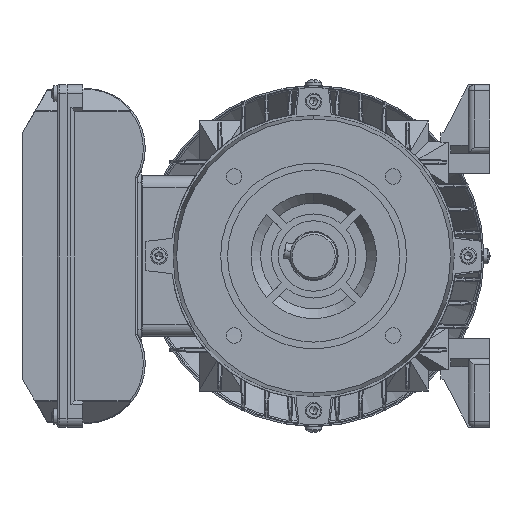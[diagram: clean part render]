
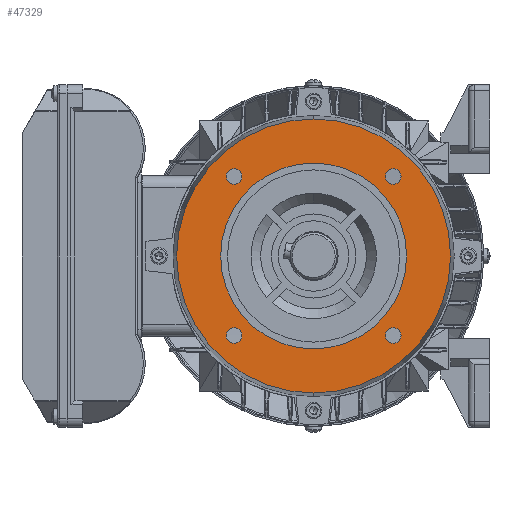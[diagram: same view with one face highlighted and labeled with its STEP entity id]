
A CAD part, left-side view. The second image highlights one B-rep face of the part: STEP entity #47329.
In plain terms, the highlighted planar face has unit normal (-1, 0, 0).
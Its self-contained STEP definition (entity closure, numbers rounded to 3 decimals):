
#18226 = CARTESIAN_POINT ( 'NONE',  ( 3., -40.659, 44.659 ) ) ;
#18229 = CARTESIAN_POINT ( 'NONE',  ( 3., -40.659, 36.659 ) ) ;
#18230 = DIRECTION ( 'NONE',  ( 0., 0., 1. ) ) ;
#18231 = DIRECTION ( 'NONE',  ( -1., 0., 0. ) ) ;
#18232 = CARTESIAN_POINT ( 'NONE',  ( 3., -40.659, 40.659 ) ) ;
#18233 = AXIS2_PLACEMENT_3D ( 'NONE', #18232, #18231, #18230 ) ;
#18234 = CIRCLE ( 'NONE', #18233, 4. ) ;
#18239 = DIRECTION ( 'NONE',  ( 0., 0., 1. ) ) ;
#18240 = DIRECTION ( 'NONE',  ( -1., 0., 0. ) ) ;
#18241 = CARTESIAN_POINT ( 'NONE',  ( 3., 40.659, -40.659 ) ) ;
#18242 = AXIS2_PLACEMENT_3D ( 'NONE', #18241, #18240, #18239 ) ;
#18243 = CIRCLE ( 'NONE', #18242, 4. ) ;
#18381 = CARTESIAN_POINT ( 'NONE',  ( 3., -40.659, -36.659 ) ) ;
#18382 = CARTESIAN_POINT ( 'NONE',  ( 3., -40.659, -44.659 ) ) ;
#18383 = DIRECTION ( 'NONE',  ( 0., 0., 1. ) ) ;
#18385 = DIRECTION ( 'NONE',  ( -1., 0., 0. ) ) ;
#18387 = CARTESIAN_POINT ( 'NONE',  ( 3., -40.659, -40.659 ) ) ;
#18389 = AXIS2_PLACEMENT_3D ( 'NONE', #18387, #18385, #18383 ) ;
#18391 = CIRCLE ( 'NONE', #18389, 4. ) ;
#18392 = CARTESIAN_POINT ( 'NONE',  ( 3., 40.659, 44.659 ) ) ;
#18403 = CARTESIAN_POINT ( 'NONE',  ( 3., 40.659, 36.659 ) ) ;
#18404 = DIRECTION ( 'NONE',  ( 0., 0., 1. ) ) ;
#18405 = DIRECTION ( 'NONE',  ( -1., 0., 0. ) ) ;
#18406 = CARTESIAN_POINT ( 'NONE',  ( 3., 40.659, 40.659 ) ) ;
#18407 = AXIS2_PLACEMENT_3D ( 'NONE', #18406, #18405, #18404 ) ;
#18409 = CIRCLE ( 'NONE', #18407, 4. ) ;
#18466 = CARTESIAN_POINT ( 'NONE',  ( 3., 40.659, -36.659 ) ) ;
#18467 = CARTESIAN_POINT ( 'NONE',  ( 3., 40.659, -44.659 ) ) ;
#20066 = CARTESIAN_POINT ( 'NONE',  ( 3., 0., -70. ) ) ;
#20096 = CARTESIAN_POINT ( 'NONE',  ( 3., 0., -47.5 ) ) ;
#20103 = CARTESIAN_POINT ( 'NONE',  ( 3., 0., 47.5 ) ) ;
#20104 = DIRECTION ( 'NONE',  ( 0., 0., 1. ) ) ;
#20106 = DIRECTION ( 'NONE',  ( -1., 0., 0. ) ) ;
#20107 = CARTESIAN_POINT ( 'NONE',  ( 3., 0., 0. ) ) ;
#20108 = AXIS2_PLACEMENT_3D ( 'NONE', #20107, #20106, #20104 ) ;
#20117 = CIRCLE ( 'NONE', #20108, 47.5 ) ;
#20395 = CARTESIAN_POINT ( 'NONE',  ( 3., 0., 70. ) ) ;
#20404 = DIRECTION ( 'NONE',  ( 0., 0., 1. ) ) ;
#20405 = DIRECTION ( 'NONE',  ( -1., 0., 0. ) ) ;
#20406 = CARTESIAN_POINT ( 'NONE',  ( 3., 0., 0. ) ) ;
#20407 = AXIS2_PLACEMENT_3D ( 'NONE', #20406, #20405, #20404 ) ;
#20414 = CIRCLE ( 'NONE', #20407, 70. ) ;
#25857 = DIRECTION ( 'NONE',  ( 0., 0., 1. ) ) ;
#27191 = DIRECTION ( 'NONE',  ( -1., 0., 0. ) ) ;
#27193 = CARTESIAN_POINT ( 'NONE',  ( 3., -40.659, 40.659 ) ) ;
#27194 = AXIS2_PLACEMENT_3D ( 'NONE', #27193, #27191, #25857 ) ;
#27207 = CIRCLE ( 'NONE', #27194, 4. ) ;
#27214 = DIRECTION ( 'NONE',  ( 0., 0., 1. ) ) ;
#27215 = DIRECTION ( 'NONE',  ( -1., 0., 0. ) ) ;
#27217 = CARTESIAN_POINT ( 'NONE',  ( 3., 0., 0. ) ) ;
#27218 = AXIS2_PLACEMENT_3D ( 'NONE', #27217, #27215, #27214 ) ;
#27220 = CIRCLE ( 'NONE', #27218, 47.5 ) ;
#27291 = DIRECTION ( 'NONE',  ( 0., 0., 1. ) ) ;
#27292 = DIRECTION ( 'NONE',  ( -1., 0., 0. ) ) ;
#27293 = CARTESIAN_POINT ( 'NONE',  ( 3., 40.659, -40.659 ) ) ;
#27295 = AXIS2_PLACEMENT_3D ( 'NONE', #27293, #27292, #27291 ) ;
#27297 = CIRCLE ( 'NONE', #27295, 4. ) ;
#27302 = DIRECTION ( 'NONE',  ( 0., 0., 1. ) ) ;
#27303 = DIRECTION ( 'NONE',  ( -1., 0., 0. ) ) ;
#27304 = CARTESIAN_POINT ( 'NONE',  ( 3., -40.659, -40.659 ) ) ;
#27305 = AXIS2_PLACEMENT_3D ( 'NONE', #27304, #27303, #27302 ) ;
#27312 = CIRCLE ( 'NONE', #27305, 4. ) ;
#27335 = DIRECTION ( 'NONE',  ( 0., 0., 1. ) ) ;
#27336 = DIRECTION ( 'NONE',  ( -1., 0., 0. ) ) ;
#27337 = CARTESIAN_POINT ( 'NONE',  ( 3., -28.387, 0. ) ) ;
#27338 = AXIS2_PLACEMENT_3D ( 'NONE', #27337, #27336, #27335 ) ;
#27340 = PLANE ( 'NONE',  #27338 ) ;
#27341 = FACE_BOUND ( 'NONE', #47369, .T. ) ;
#27342 = FACE_OUTER_BOUND ( 'NONE', #47366, .T. ) ;
#27343 = FACE_BOUND ( 'NONE', #47310, .T. ) ;
#27344 = FACE_BOUND ( 'NONE', #47306, .T. ) ;
#27345 = FACE_BOUND ( 'NONE', #47302, .T. ) ;
#27346 = DIRECTION ( 'NONE',  ( 0., 0., 1. ) ) ;
#27347 = DIRECTION ( 'NONE',  ( -1., 0., 0. ) ) ;
#27348 = AXIS2_PLACEMENT_3D ( 'NONE', #27356, #27347, #27346 ) ;
#27349 = CIRCLE ( 'NONE', #27348, 70. ) ;
#27350 = FACE_BOUND ( 'NONE', #47247, .T. ) ;
#27356 = CARTESIAN_POINT ( 'NONE',  ( 3., 0., 0. ) ) ;
#27435 = DIRECTION ( 'NONE',  ( 0., 0., 1. ) ) ;
#27437 = DIRECTION ( 'NONE',  ( -1., 0., 0. ) ) ;
#27439 = CARTESIAN_POINT ( 'NONE',  ( 3., 40.659, 40.659 ) ) ;
#27441 = AXIS2_PLACEMENT_3D ( 'NONE', #27439, #27437, #27435 ) ;
#27442 = CIRCLE ( 'NONE', #27441, 4. ) ;
#44619 = EDGE_CURVE ( 'NONE', #44714, #44715, #18243, .T. ) ;
#44623 = EDGE_CURVE ( 'NONE', #44624, #44625, #18234, .T. ) ;
#44624 = VERTEX_POINT ( 'NONE', #18229 ) ;
#44625 = VERTEX_POINT ( 'NONE', #18226 ) ;
#44665 = EDGE_CURVE ( 'NONE', #44666, #44668, #18409, .T. ) ;
#44666 = VERTEX_POINT ( 'NONE', #18403 ) ;
#44668 = VERTEX_POINT ( 'NONE', #18392 ) ;
#44670 = EDGE_CURVE ( 'NONE', #44672, #44673, #18391, .T. ) ;
#44672 = VERTEX_POINT ( 'NONE', #18382 ) ;
#44673 = VERTEX_POINT ( 'NONE', #18381 ) ;
#44714 = VERTEX_POINT ( 'NONE', #18467 ) ;
#44715 = VERTEX_POINT ( 'NONE', #18466 ) ;
#45255 = VERTEX_POINT ( 'NONE', #20066 ) ;
#45275 = EDGE_CURVE ( 'NONE', #45276, #45278, #20117, .T. ) ;
#45276 = VERTEX_POINT ( 'NONE', #20103 ) ;
#45278 = VERTEX_POINT ( 'NONE', #20096 ) ;
#45377 = EDGE_CURVE ( 'NONE', #45379, #45255, #20414, .T. ) ;
#45379 = VERTEX_POINT ( 'NONE', #20395 ) ;
#47247 = EDGE_LOOP ( 'NONE', ( #47299, #47300 ) ) ;
#47292 = ORIENTED_EDGE ( 'NONE', *, *, #45275, .F. ) ;
#47293 = ORIENTED_EDGE ( 'NONE', *, *, #47294, .F. ) ;
#47294 = EDGE_CURVE ( 'NONE', #45278, #45276, #27220, .T. ) ;
#47299 = ORIENTED_EDGE ( 'NONE', *, *, #44623, .F. ) ;
#47300 = ORIENTED_EDGE ( 'NONE', *, *, #47301, .F. ) ;
#47301 = EDGE_CURVE ( 'NONE', #44625, #44624, #27207, .T. ) ;
#47302 = EDGE_LOOP ( 'NONE', ( #47303, #47304 ) ) ;
#47303 = ORIENTED_EDGE ( 'NONE', *, *, #44670, .F. ) ;
#47304 = ORIENTED_EDGE ( 'NONE', *, *, #47305, .F. ) ;
#47305 = EDGE_CURVE ( 'NONE', #44673, #44672, #27312, .T. ) ;
#47306 = EDGE_LOOP ( 'NONE', ( #47307, #47308 ) ) ;
#47307 = ORIENTED_EDGE ( 'NONE', *, *, #44619, .F. ) ;
#47308 = ORIENTED_EDGE ( 'NONE', *, *, #47309, .F. ) ;
#47309 = EDGE_CURVE ( 'NONE', #44715, #44714, #27297, .T. ) ;
#47310 = EDGE_LOOP ( 'NONE', ( #47311, #47312 ) ) ;
#47311 = ORIENTED_EDGE ( 'NONE', *, *, #44665, .F. ) ;
#47312 = ORIENTED_EDGE ( 'NONE', *, *, #47364, .F. ) ;
#47328 = EDGE_CURVE ( 'NONE', #45255, #45379, #27349, .T. ) ;
#47329 = ADVANCED_FACE ( 'NONE', ( #27350, #27345, #27344, #27343, #27342, #27341 ), #27340, .T. ) ;
#47364 = EDGE_CURVE ( 'NONE', #44668, #44666, #27442, .T. ) ;
#47366 = EDGE_LOOP ( 'NONE', ( #47367, #47368 ) ) ;
#47367 = ORIENTED_EDGE ( 'NONE', *, *, #45377, .T. ) ;
#47368 = ORIENTED_EDGE ( 'NONE', *, *, #47328, .T. ) ;
#47369 = EDGE_LOOP ( 'NONE', ( #47292, #47293 ) ) ;
